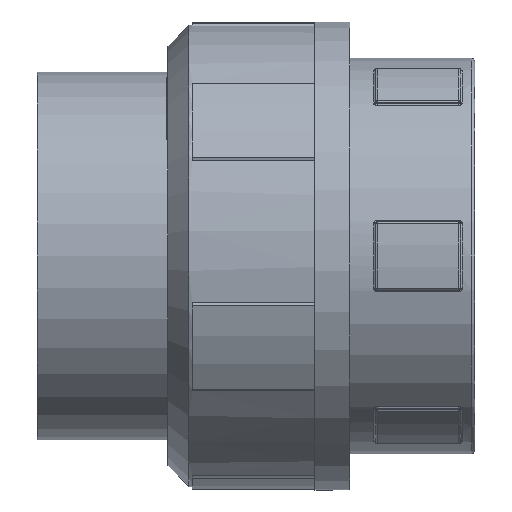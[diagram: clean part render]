
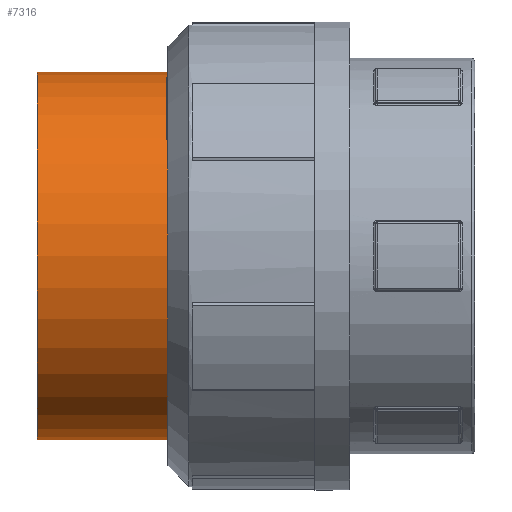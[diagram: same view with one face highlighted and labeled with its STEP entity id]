
A CAD part, front view. The second image highlights one B-rep face of the part: STEP entity #7316.
In plain terms, the highlighted cylindrical face has radius 52.5 mm (diameter 105 mm), a full revolution.
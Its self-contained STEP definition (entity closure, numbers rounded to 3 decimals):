
#314=FACE_BOUND('',#2845,.T.);
#1619=CYLINDRICAL_SURFACE('',#7914,52.5);
#2355=FACE_OUTER_BOUND('',#2844,.T.);
#2844=EDGE_LOOP('',(#6852));
#2845=EDGE_LOOP('',(#6853));
#3083=CIRCLE('',#7913,52.5);
#3084=CIRCLE('',#7915,52.5);
#3744=VERTEX_POINT('',#13644);
#3745=VERTEX_POINT('',#13647);
#4781=EDGE_CURVE('',#3744,#3744,#3083,.T.);
#4782=EDGE_CURVE('',#3745,#3745,#3084,.T.);
#6852=ORIENTED_EDGE('',*,*,#4782,.F.);
#6853=ORIENTED_EDGE('',*,*,#4781,.T.);
#7316=ADVANCED_FACE('',(#2355,#314),#1619,.T.);
#7913=AXIS2_PLACEMENT_3D('',#13645,#9690,#9691);
#7914=AXIS2_PLACEMENT_3D('',#13646,#9692,#9693);
#7915=AXIS2_PLACEMENT_3D('',#13648,#9694,#9695);
#9690=DIRECTION('center_axis',(-1.,0.,0.));
#9691=DIRECTION('ref_axis',(0.,0.,1.));
#9692=DIRECTION('center_axis',(-1.,0.,0.));
#9693=DIRECTION('ref_axis',(0.,-1.,0.));
#9694=DIRECTION('center_axis',(-1.,0.,0.));
#9695=DIRECTION('ref_axis',(0.,0.,1.));
#13644=CARTESIAN_POINT('',(91.8,52.932,0.));
#13645=CARTESIAN_POINT('Origin',(91.8,105.432,0.));
#13646=CARTESIAN_POINT('Origin',(68.175,105.432,0.));
#13647=CARTESIAN_POINT('',(44.55,52.932,0.));
#13648=CARTESIAN_POINT('Origin',(44.55,105.432,0.));
